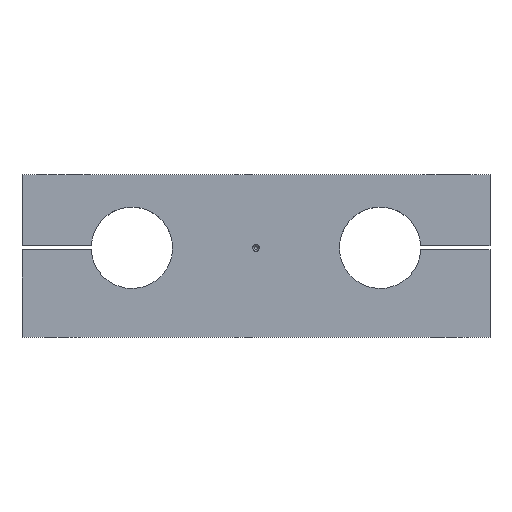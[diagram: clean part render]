
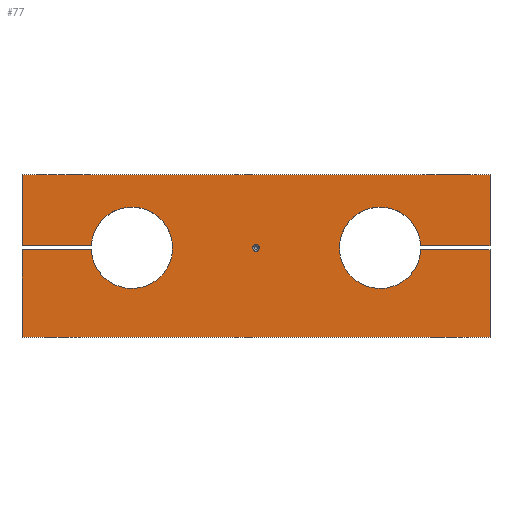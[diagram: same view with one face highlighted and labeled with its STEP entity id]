
A CAD part, top view. The second image highlights one B-rep face of the part: STEP entity #77.
In plain terms, the highlighted planar face has unit normal (0, 0, 1).
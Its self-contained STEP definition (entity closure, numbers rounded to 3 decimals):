
#77 = ADVANCED_FACE( '', ( #170, #171 ), #172, .T. );
#170 = FACE_OUTER_BOUND( '', #272, .T. );
#171 = FACE_BOUND( '', #273, .T. );
#172 = PLANE( '', #274 );
#272 = EDGE_LOOP( '', ( #422, #423, #424, #425, #426, #427, #428, #429, #430, #431, #432, #433 ) );
#273 = EDGE_LOOP( '', ( #434 ) );
#274 = AXIS2_PLACEMENT_3D( '', #435, #436, #437 );
#422 = ORIENTED_EDGE( '', *, *, #569, .T. );
#423 = ORIENTED_EDGE( '', *, *, #551, .T. );
#424 = ORIENTED_EDGE( '', *, *, #560, .T. );
#425 = ORIENTED_EDGE( '', *, *, #531, .T. );
#426 = ORIENTED_EDGE( '', *, *, #570, .F. );
#427 = ORIENTED_EDGE( '', *, *, #571, .T. );
#428 = ORIENTED_EDGE( '', *, *, #572, .T. );
#429 = ORIENTED_EDGE( '', *, *, #573, .T. );
#430 = ORIENTED_EDGE( '', *, *, #562, .T. );
#431 = ORIENTED_EDGE( '', *, *, #519, .T. );
#432 = ORIENTED_EDGE( '', *, *, #574, .F. );
#433 = ORIENTED_EDGE( '', *, *, #575, .T. );
#434 = ORIENTED_EDGE( '', *, *, #536, .F. );
#435 = CARTESIAN_POINT( '', ( 61., 44., 30. ) );
#436 = DIRECTION( '', ( 0., 0., 1. ) );
#437 = DIRECTION( '', ( 1., 0., 0. ) );
#519 = EDGE_CURVE( '', #599, #597, #600, .T. );
#531 = EDGE_CURVE( '', #620, #618, #621, .T. );
#536 = EDGE_CURVE( '', #627, #627, #628, .T. );
#551 = EDGE_CURVE( '', #653, #651, #654, .T. );
#560 = EDGE_CURVE( '', #651, #620, #667, .T. );
#562 = EDGE_CURVE( '', #669, #599, #670, .T. );
#569 = EDGE_CURVE( '', #677, #653, #678, .T. );
#570 = EDGE_CURVE( '', #679, #618, #680, .T. );
#571 = EDGE_CURVE( '', #679, #681, #682, .T. );
#572 = EDGE_CURVE( '', #681, #683, #684, .T. );
#573 = EDGE_CURVE( '', #683, #669, #685, .T. );
#574 = EDGE_CURVE( '', #686, #597, #687, .T. );
#575 = EDGE_CURVE( '', #686, #677, #688, .T. );
#597 = VERTEX_POINT( '', #713 );
#599 = VERTEX_POINT( '', #716 );
#600 = LINE( '', #717, #718 );
#618 = VERTEX_POINT( '', #738 );
#620 = VERTEX_POINT( '', #741 );
#621 = LINE( '', #742, #743 );
#627 = VERTEX_POINT( '', #750 );
#628 = CIRCLE( '', #751, 1.675 );
#651 = VERTEX_POINT( '', #782 );
#653 = VERTEX_POINT( '', #785 );
#654 = LINE( '', #786, #787 );
#667 = LINE( '', #801, #802 );
#669 = VERTEX_POINT( '', #804 );
#670 = LINE( '', #805, #806 );
#677 = VERTEX_POINT( '', #814 );
#678 = LINE( '', #815, #816 );
#679 = VERTEX_POINT( '', #817 );
#680 = CIRCLE( '', #818, 20. );
#681 = VERTEX_POINT( '', #819 );
#682 = LINE( '', #820, #821 );
#683 = VERTEX_POINT( '', #822 );
#684 = LINE( '', #823, #824 );
#685 = LINE( '', #825, #826 );
#686 = VERTEX_POINT( '', #827 );
#687 = CIRCLE( '', #828, 20. );
#688 = LINE( '', #829, #830 );
#713 = CARTESIAN_POINT( '', ( -80.975, 45., 30. ) );
#716 = CARTESIAN_POINT( '', ( -115., 45., 30. ) );
#717 = CARTESIAN_POINT( '', ( -115., 45., 30. ) );
#718 = VECTOR( '', #857, 1000. );
#738 = CARTESIAN_POINT( '', ( 80.975, 43., 30. ) );
#741 = CARTESIAN_POINT( '', ( 115., 43., 30. ) );
#742 = CARTESIAN_POINT( '', ( 115., 43., 30. ) );
#743 = VECTOR( '', #876, 1000. );
#750 = CARTESIAN_POINT( '', ( 1.675, 44., 30. ) );
#751 = AXIS2_PLACEMENT_3D( '', #881, #882, #883 );
#782 = CARTESIAN_POINT( '', ( 115., 0., 30. ) );
#785 = CARTESIAN_POINT( '', ( -115., 0., 30. ) );
#786 = CARTESIAN_POINT( '', ( -115., 0., 30. ) );
#787 = VECTOR( '', #902, 1000. );
#801 = CARTESIAN_POINT( '', ( 115., 0., 30. ) );
#802 = VECTOR( '', #916, 1000. );
#804 = CARTESIAN_POINT( '', ( -115., 80., 30. ) );
#805 = CARTESIAN_POINT( '', ( -115., 80., 30. ) );
#806 = VECTOR( '', #917, 1000. );
#814 = CARTESIAN_POINT( '', ( -115., 43., 30. ) );
#815 = CARTESIAN_POINT( '', ( -115., 43., 30. ) );
#816 = VECTOR( '', #922, 1000. );
#817 = CARTESIAN_POINT( '', ( 80.975, 45., 30. ) );
#818 = AXIS2_PLACEMENT_3D( '', #923, #924, #925 );
#819 = CARTESIAN_POINT( '', ( 115., 45., 30. ) );
#820 = CARTESIAN_POINT( '', ( 80.975, 45., 30. ) );
#821 = VECTOR( '', #926, 1000. );
#822 = CARTESIAN_POINT( '', ( 115., 80., 30. ) );
#823 = CARTESIAN_POINT( '', ( 115., 45., 30. ) );
#824 = VECTOR( '', #927, 1000. );
#825 = CARTESIAN_POINT( '', ( 115., 80., 30. ) );
#826 = VECTOR( '', #928, 1000. );
#827 = CARTESIAN_POINT( '', ( -80.975, 43., 30. ) );
#828 = AXIS2_PLACEMENT_3D( '', #929, #930, #931 );
#829 = CARTESIAN_POINT( '', ( -80.975, 43., 30. ) );
#830 = VECTOR( '', #932, 1000. );
#857 = DIRECTION( '', ( 1., 0., 0. ) );
#876 = DIRECTION( '', ( -1., 0., 0. ) );
#881 = CARTESIAN_POINT( '', ( 0., 44., 30. ) );
#882 = DIRECTION( '', ( 0., 0., 1. ) );
#883 = DIRECTION( '', ( 1., 0., 0. ) );
#902 = DIRECTION( '', ( 1., 0., 0. ) );
#916 = DIRECTION( '', ( 0., 1., 0. ) );
#917 = DIRECTION( '', ( 0., -1., 0. ) );
#922 = DIRECTION( '', ( 0., -1., 0. ) );
#923 = CARTESIAN_POINT( '', ( 61., 44., 30. ) );
#924 = DIRECTION( '', ( 0., 0., 1. ) );
#925 = DIRECTION( '', ( 1., 0., 0. ) );
#926 = DIRECTION( '', ( 1., 0., 0. ) );
#927 = DIRECTION( '', ( 0., 1., 0. ) );
#928 = DIRECTION( '', ( -1., 0., 0. ) );
#929 = CARTESIAN_POINT( '', ( -61., 44., 30. ) );
#930 = DIRECTION( '', ( 0., 0., 1. ) );
#931 = DIRECTION( '', ( 1., 0., 0. ) );
#932 = DIRECTION( '', ( -1., 0., 0. ) );
